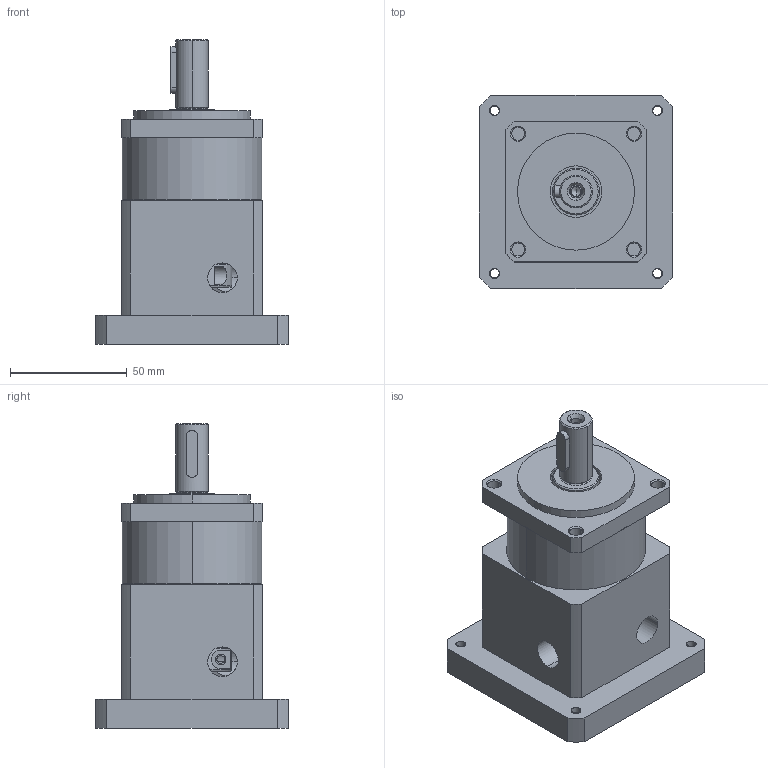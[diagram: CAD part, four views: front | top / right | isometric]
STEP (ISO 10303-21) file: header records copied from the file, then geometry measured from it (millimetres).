
FILE_DESCRIPTION(/* description */ ('Alibre Inc.'),/* implementation_level */ '2;1');
FILE_NAME(/* name */ 'export-6CEC3443-E080-4DA9-945C-77E461F3D018',/* time_stamp */ '2022-08-08T10:23:40+02:00',/* author */ (''),/* organization */ (''),/* preprocessor_version */ 'ST-DEVELOPER v17',/* originating_system */ 'Alibre',/* authorisation */ '');
FILE_SCHEMA (('AUTOMOTIVE_DESIGN'));
Length unit declared in the file: millimetre
Bounding box: 82.5 x 82.5 x 130.35 mm (x, y, z)
Volume: 240414.1 mm3; surface area: 85003.9 mm2
Topology: 7 solids, 7 shells, 486 faces, 1144 edges, 702 vertices
Faces by surface type: cylinder 216, plane 101, cone 96, torus 73
Entity records: 14681 total; most frequent: CARTESIAN_POINT 3084, DIRECTION 2530, ORIENTED_EDGE 2236, AXIS2_PLACEMENT_3D 1146, EDGE_CURVE 1118, VERTEX_POINT 702, CIRCLE 678, EDGE_LOOP 600
